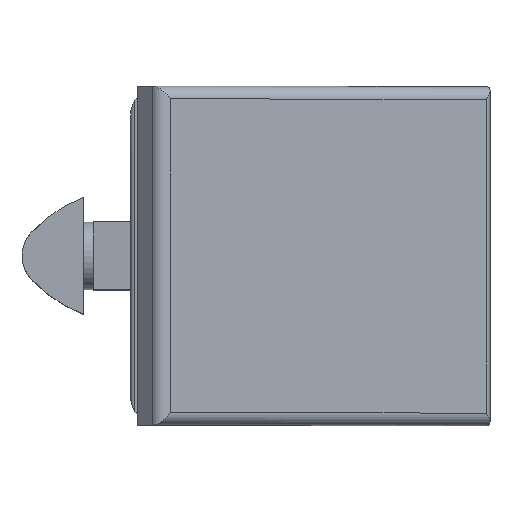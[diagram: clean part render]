
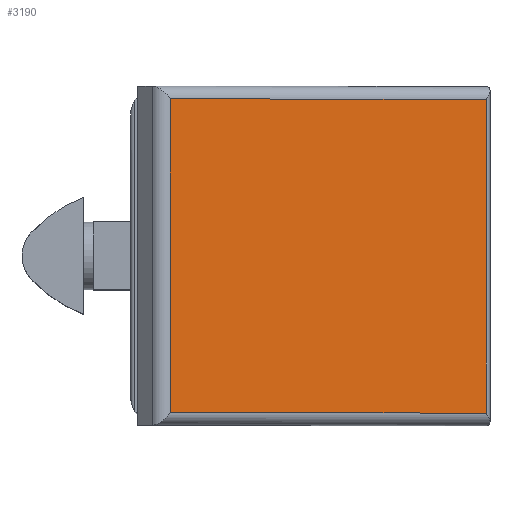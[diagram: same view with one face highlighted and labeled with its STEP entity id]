
A CAD part, top view. The second image highlights one B-rep face of the part: STEP entity #3190.
In plain terms, the highlighted planar face has unit normal (0.707, 0, 0.707).
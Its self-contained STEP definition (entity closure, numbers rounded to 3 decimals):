
#1393=DIRECTION('',(0.,1.,0.));
#1394=VECTOR('',#1393,37.);
#1395=CARTESIAN_POINT('',(4.703,1.5,41.954));
#1396=LINE('',#1395,#1394);
#1400=DIRECTION('',(-0.707,0.,0.707));
#1401=VECTOR('',#1400,52.68);
#1402=CARTESIAN_POINT('',(41.954,1.5,4.703));
#1403=LINE('',#1402,#1401);
#1445=DIRECTION('',(0.707,0.,-0.707));
#1446=VECTOR('',#1445,52.68);
#1447=CARTESIAN_POINT('',(4.703,38.5,41.954));
#1448=LINE('',#1447,#1446);
#1494=DIRECTION('',(0.,-1.,0.));
#1495=VECTOR('',#1494,37.);
#1496=CARTESIAN_POINT('',(41.954,38.5,4.703));
#1497=LINE('',#1496,#1495);
#1894=CARTESIAN_POINT('',(4.703,1.5,41.954));
#1895=CARTESIAN_POINT('',(4.703,38.5,41.954));
#1896=VERTEX_POINT('',#1894);
#1897=VERTEX_POINT('',#1895);
#1898=CARTESIAN_POINT('',(41.954,1.5,4.703));
#1899=VERTEX_POINT('',#1898);
#1900=CARTESIAN_POINT('',(41.954,38.5,4.703));
#1901=VERTEX_POINT('',#1900);
#3177=CARTESIAN_POINT('',(23.328,20.,23.328));
#3178=DIRECTION('',(-0.707,0.,-0.707));
#3179=DIRECTION('',(0.707,0.,-0.707));
#3180=AXIS2_PLACEMENT_3D('',#3177,#3178,#3179);
#3181=PLANE('',#3180);
#3182=ORIENTED_EDGE('',*,*,#3134,.T.);
#3184=ORIENTED_EDGE('',*,*,#3183,.T.);
#3186=ORIENTED_EDGE('',*,*,#3185,.T.);
#3187=ORIENTED_EDGE('',*,*,#3157,.T.);
#3188=EDGE_LOOP('',(#3182,#3184,#3186,#3187));
#3189=FACE_OUTER_BOUND('',#3188,.F.);
#3134=EDGE_CURVE('',#1896,#1897,#1396,.T.);
#3157=EDGE_CURVE('',#1899,#1896,#1403,.T.);
#3183=EDGE_CURVE('',#1897,#1901,#1448,.T.);
#3185=EDGE_CURVE('',#1901,#1899,#1497,.T.);
#3190=ADVANCED_FACE('',(#3189),#3181,.F.);
